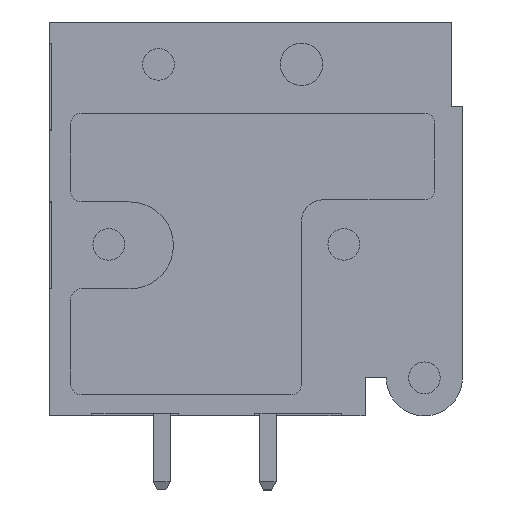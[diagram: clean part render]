
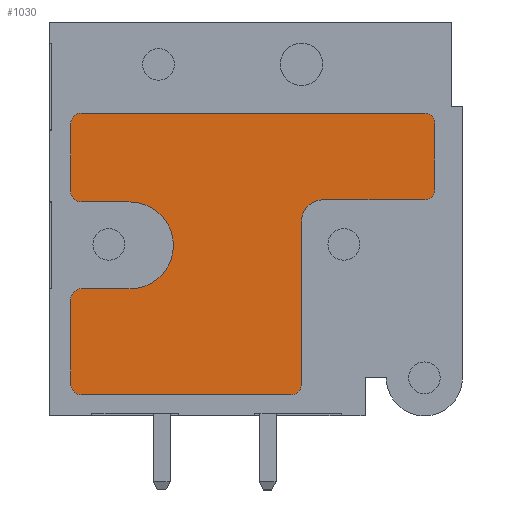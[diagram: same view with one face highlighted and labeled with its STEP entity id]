
A CAD part, left-side view. The second image highlights one B-rep face of the part: STEP entity #1030.
In plain terms, the highlighted planar face has unit normal (-1, 0, 0).
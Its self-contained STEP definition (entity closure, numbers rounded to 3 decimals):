
#1030 = ADVANCED_FACE( '', ( #2096 ), #2097, .F. );
#2096 = FACE_OUTER_BOUND( '', #3595, .T. );
#2097 = PLANE( '', #3596 );
#3595 = EDGE_LOOP( '', ( #6353, #6354, #6355, #6356, #6357, #6358, #6359, #6360, #6361, #6362, #6363, #6364, #6365, #6366, #6367, #6368, #6369, #6370 ) );
#3596 = AXIS2_PLACEMENT_3D( '', #6371, #6372, #6373 );
#6353 = ORIENTED_EDGE( '', *, *, #8041, .T. );
#6354 = ORIENTED_EDGE( '', *, *, #7507, .T. );
#6355 = ORIENTED_EDGE( '', *, *, #8000, .T. );
#6356 = ORIENTED_EDGE( '', *, *, #8209, .T. );
#6357 = ORIENTED_EDGE( '', *, *, #7724, .T. );
#6358 = ORIENTED_EDGE( '', *, *, #8411, .T. );
#6359 = ORIENTED_EDGE( '', *, *, #7359, .T. );
#6360 = ORIENTED_EDGE( '', *, *, #7736, .T. );
#6361 = ORIENTED_EDGE( '', *, *, #8412, .T. );
#6362 = ORIENTED_EDGE( '', *, *, #8413, .T. );
#6363 = ORIENTED_EDGE( '', *, *, #7923, .T. );
#6364 = ORIENTED_EDGE( '', *, *, #7936, .T. );
#6365 = ORIENTED_EDGE( '', *, *, #8402, .T. );
#6366 = ORIENTED_EDGE( '', *, *, #7899, .T. );
#6367 = ORIENTED_EDGE( '', *, *, #7672, .T. );
#6368 = ORIENTED_EDGE( '', *, *, #8414, .T. );
#6369 = ORIENTED_EDGE( '', *, *, #8415, .T. );
#6370 = ORIENTED_EDGE( '', *, *, #7770, .T. );
#6371 = CARTESIAN_POINT( '', ( -2.3, 5.7, -0.15 ) );
#6372 = DIRECTION( '', ( 1., 0., 0. ) );
#6373 = DIRECTION( '', ( 0., 0., -1. ) );
#7359 = EDGE_CURVE( '', #8631, #8629, #8632, .T. );
#7507 = EDGE_CURVE( '', #8894, #8895, #8896, .F. );
#7672 = EDGE_CURVE( '', #9173, #9171, #9174, .T. );
#7724 = EDGE_CURVE( '', #9260, #9258, #9261, .T. );
#7736 = EDGE_CURVE( '', #8629, #9279, #9280, .F. );
#7770 = EDGE_CURVE( '', #9335, #9336, #9337, .F. );
#7899 = EDGE_CURVE( '', #9547, #9173, #9548, .F. );
#7923 = EDGE_CURVE( '', #9586, #9587, #9588, .T. );
#7936 = EDGE_CURVE( '', #9587, #9606, #9607, .T. );
#8000 = EDGE_CURVE( '', #8895, #9707, #9708, .T. );
#8041 = EDGE_CURVE( '', #9336, #8894, #9768, .T. );
#8209 = EDGE_CURVE( '', #9707, #9260, #10006, .T. );
#8402 = EDGE_CURVE( '', #9606, #9547, #10249, .T. );
#8411 = EDGE_CURVE( '', #9258, #8631, #10261, .F. );
#8412 = EDGE_CURVE( '', #9279, #10262, #10263, .T. );
#8413 = EDGE_CURVE( '', #10262, #9586, #10264, .F. );
#8414 = EDGE_CURVE( '', #9171, #10265, #10266, .F. );
#8415 = EDGE_CURVE( '', #10265, #9335, #10267, .T. );
#8629 = VERTEX_POINT( '', #10501 );
#8631 = VERTEX_POINT( '', #10504 );
#8632 = LINE( '', #10505, #10506 );
#8894 = VERTEX_POINT( '', #10968 );
#8895 = VERTEX_POINT( '', #10969 );
#8896 = CIRCLE( '', #10970, 0.5 );
#9171 = VERTEX_POINT( '', #11394 );
#9173 = VERTEX_POINT( '', #11397 );
#9174 = LINE( '', #11398, #11399 );
#9258 = VERTEX_POINT( '', #11514 );
#9260 = VERTEX_POINT( '', #11517 );
#9261 = LINE( '', #11518, #11519 );
#9279 = VERTEX_POINT( '', #11543 );
#9280 = CIRCLE( '', #11544, 0.5 );
#9335 = VERTEX_POINT( '', #11632 );
#9336 = VERTEX_POINT( '', #11633 );
#9337 = CIRCLE( '', #11634, 0.5 );
#9547 = VERTEX_POINT( '', #11973 );
#9548 = CIRCLE( '', #11974, 0.5 );
#9586 = VERTEX_POINT( '', #12045 );
#9587 = VERTEX_POINT( '', #12046 );
#9588 = LINE( '', #12047, #12048 );
#9606 = VERTEX_POINT( '', #12073 );
#9607 = CIRCLE( '', #12074, 1. );
#9707 = VERTEX_POINT( '', #12223 );
#9708 = LINE( '', #12224, #12225 );
#9768 = LINE( '', #12323, #12324 );
#10006 = CIRCLE( '', #12672, 2.05 );
#10249 = LINE( '', #13047, #13048 );
#10261 = CIRCLE( '', #13065, 0.5 );
#10262 = VERTEX_POINT( '', #13066 );
#10263 = LINE( '', #13067, #13068 );
#10264 = CIRCLE( '', #13069, 0.5 );
#10265 = VERTEX_POINT( '', #13070 );
#10266 = CIRCLE( '', #13071, 0.5 );
#10267 = LINE( '', #13072, #13073 );
#10501 = CARTESIAN_POINT( '', ( -2.3, 8.5, -6.7 ) );
#10504 = CARTESIAN_POINT( '', ( -2.3, 8.5, -2.7 ) );
#10505 = CARTESIAN_POINT( '', ( -2.3, 8.5, -2.2 ) );
#10506 = VECTOR( '', #13395, 1000. );
#10968 = CARTESIAN_POINT( '', ( -2.3, 8.5, 2.4 ) );
#10969 = CARTESIAN_POINT( '', ( -2.3, 8., 1.9 ) );
#10970 = AXIS2_PLACEMENT_3D( '', #13544, #13545, #13546 );
#11394 = CARTESIAN_POINT( '', ( -2.3, -8.7, 5.6 ) );
#11397 = CARTESIAN_POINT( '', ( -2.3, -8.7, 2.5 ) );
#11398 = CARTESIAN_POINT( '', ( -2.3, -8.7, 2. ) );
#11399 = VECTOR( '', #13731, 1000. );
#11514 = CARTESIAN_POINT( '', ( -2.3, 8., -2.2 ) );
#11517 = CARTESIAN_POINT( '', ( -2.3, 5.7, -2.2 ) );
#11518 = CARTESIAN_POINT( '', ( -2.3, 8.5, -2.2 ) );
#11519 = VECTOR( '', #13791, 1000. );
#11543 = CARTESIAN_POINT( '', ( -2.3, 8., -7.2 ) );
#11544 = AXIS2_PLACEMENT_3D( '', #13804, #13805, #13806 );
#11632 = CARTESIAN_POINT( '', ( -2.3, 8., 6.1 ) );
#11633 = CARTESIAN_POINT( '', ( -2.3, 8.5, 5.6 ) );
#11634 = AXIS2_PLACEMENT_3D( '', #13846, #13847, #13848 );
#11973 = CARTESIAN_POINT( '', ( -2.3, -8.2, 2. ) );
#11974 = AXIS2_PLACEMENT_3D( '', #13963, #13964, #13965 );
#12045 = CARTESIAN_POINT( '', ( -2.3, -2.4, -6.7 ) );
#12046 = CARTESIAN_POINT( '', ( -2.3, -2.4, 1. ) );
#12047 = CARTESIAN_POINT( '', ( -2.3, -2.4, -7.2 ) );
#12048 = VECTOR( '', #13988, 1000. );
#12073 = CARTESIAN_POINT( '', ( -2.3, -3.4, 2. ) );
#12074 = AXIS2_PLACEMENT_3D( '', #14002, #14003, #14004 );
#12223 = CARTESIAN_POINT( '', ( -2.3, 5.7, 1.9 ) );
#12224 = CARTESIAN_POINT( '', ( -2.3, 8.5, 1.9 ) );
#12225 = VECTOR( '', #14075, 1000. );
#12323 = CARTESIAN_POINT( '', ( -2.3, 8.5, 6.1 ) );
#12324 = VECTOR( '', #14114, 1000. );
#12672 = AXIS2_PLACEMENT_3D( '', #14303, #14304, #14305 );
#13047 = CARTESIAN_POINT( '', ( -2.3, -2.4, 2. ) );
#13048 = VECTOR( '', #14490, 1000. );
#13065 = AXIS2_PLACEMENT_3D( '', #14496, #14497, #14498 );
#13066 = CARTESIAN_POINT( '', ( -2.3, -1.9, -7.2 ) );
#13067 = CARTESIAN_POINT( '', ( -2.3, 8.5, -7.2 ) );
#13068 = VECTOR( '', #14499, 1000. );
#13069 = AXIS2_PLACEMENT_3D( '', #14500, #14501, #14502 );
#13070 = CARTESIAN_POINT( '', ( -2.3, -8.2, 6.1 ) );
#13071 = AXIS2_PLACEMENT_3D( '', #14503, #14504, #14505 );
#13072 = CARTESIAN_POINT( '', ( -2.3, -8.7, 6.1 ) );
#13073 = VECTOR( '', #14506, 1000. );
#13395 = DIRECTION( '', ( 0., 0., -1. ) );
#13544 = CARTESIAN_POINT( '', ( -2.3, 8., 2.4 ) );
#13545 = DIRECTION( '', ( 1., 0., 0. ) );
#13546 = DIRECTION( '', ( 0., 0., -1. ) );
#13731 = DIRECTION( '', ( 0., 0., 1. ) );
#13791 = DIRECTION( '', ( 0., 1., 0. ) );
#13804 = CARTESIAN_POINT( '', ( -2.3, 8., -6.7 ) );
#13805 = DIRECTION( '', ( 1., 0., 0. ) );
#13806 = DIRECTION( '', ( 0., 0., -1. ) );
#13846 = CARTESIAN_POINT( '', ( -2.3, 8., 5.6 ) );
#13847 = DIRECTION( '', ( 1., 0., 0. ) );
#13848 = DIRECTION( '', ( 0., 0., -1. ) );
#13963 = CARTESIAN_POINT( '', ( -2.3, -8.2, 2.5 ) );
#13964 = DIRECTION( '', ( 1., 0., 0. ) );
#13965 = DIRECTION( '', ( 0., 0., -1. ) );
#13988 = DIRECTION( '', ( 0., 0., 1. ) );
#14002 = CARTESIAN_POINT( '', ( -2.3, -3.4, 1. ) );
#14003 = DIRECTION( '', ( 1., 0., 0. ) );
#14004 = DIRECTION( '', ( 0., 0., -1. ) );
#14075 = DIRECTION( '', ( 0., -1., 0. ) );
#14114 = DIRECTION( '', ( 0., 0., -1. ) );
#14303 = CARTESIAN_POINT( '', ( -2.3, 5.7, -0.15 ) );
#14304 = DIRECTION( '', ( 1., 0., 0. ) );
#14305 = DIRECTION( '', ( 0., 1., 0. ) );
#14490 = DIRECTION( '', ( 0., -1., 0. ) );
#14496 = CARTESIAN_POINT( '', ( -2.3, 8., -2.7 ) );
#14497 = DIRECTION( '', ( 1., 0., 0. ) );
#14498 = DIRECTION( '', ( 0., 0., -1. ) );
#14499 = DIRECTION( '', ( 0., -1., 0. ) );
#14500 = CARTESIAN_POINT( '', ( -2.3, -1.9, -6.7 ) );
#14501 = DIRECTION( '', ( 1., 0., 0. ) );
#14502 = DIRECTION( '', ( 0., 0., -1. ) );
#14503 = CARTESIAN_POINT( '', ( -2.3, -8.2, 5.6 ) );
#14504 = DIRECTION( '', ( 1., 0., 0. ) );
#14505 = DIRECTION( '', ( 0., 0., -1. ) );
#14506 = DIRECTION( '', ( 0., 1., 0. ) );
